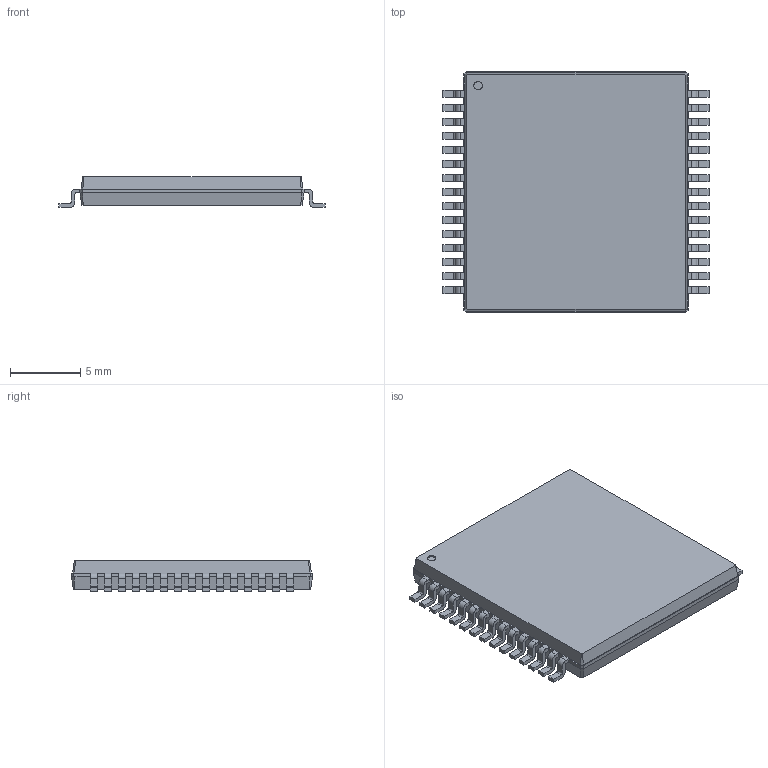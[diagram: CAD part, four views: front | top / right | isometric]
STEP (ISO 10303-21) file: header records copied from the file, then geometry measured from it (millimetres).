
FILE_DESCRIPTION(/* description */ ('model of ST_MultiPowerSO-30'),/* implementation_level */ '2;1');
FILE_NAME(/* name */ 'ST_MultiPowerSO-30.step',/* time_stamp */ '2018-09-08T11:00:24',/* author */ ('kicad StepUp','ksu'),/* organization */ ('FreeCAD'),/* preprocessor_version */ 'OCC',/* originating_system */ 'kicad StepUp',/* authorisation */ '');
FILE_SCHEMA(('AUTOMOTIVE_DESIGN { 1 0 10303 214 1 1 1 1 }'));
Length unit declared in the file: millimetre
Products named in the file (1): ST_MultiPowerSO_30
Bounding box: 19 x 17.2 x 2.2 mm (x, y, z)
Volume: 561.1 mm3; surface area: 776 mm2
Topology: 1 solids, 1 shells, 486 faces, 1305 edges, 822 vertices
Faces by surface type: plane 311, cylinder 121, bspline 54
Full cylindrical faces by diameter (mm): 0.6 x1
Entity records: 18303 total; most frequent: CARTESIAN_POINT 2808, ORIENTED_EDGE 2610, DIRECTION 2381, EDGE_CURVE 1305, LINE 1031, VECTOR 1031, VERTEX_POINT 822, AXIS2_PLACEMENT_3D 675
